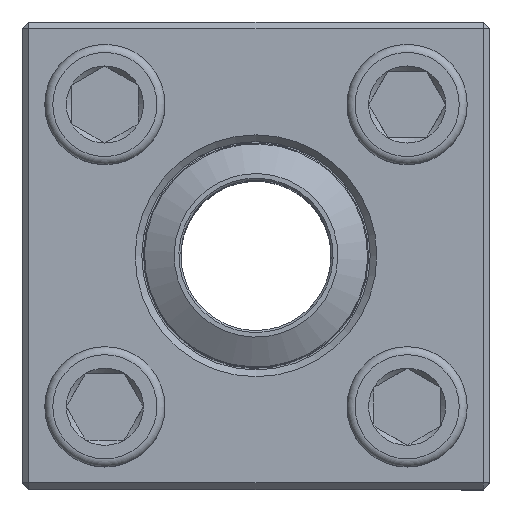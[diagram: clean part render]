
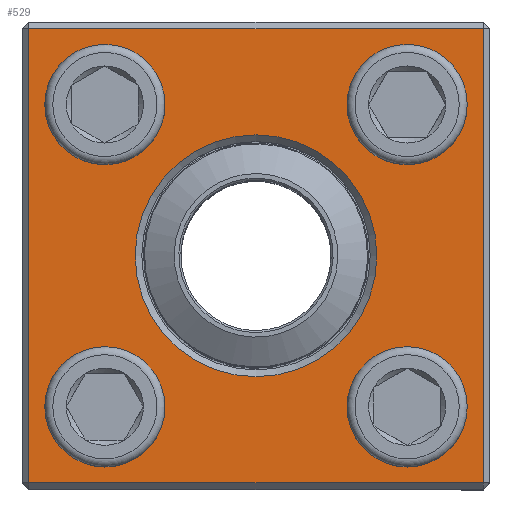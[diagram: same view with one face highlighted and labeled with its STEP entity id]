
A CAD part, top view. The second image highlights one B-rep face of the part: STEP entity #529.
In plain terms, the highlighted planar face has unit normal (0, 0, 1).
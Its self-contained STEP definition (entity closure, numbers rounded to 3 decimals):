
#307=FACE_BOUND('',#758,.T.);
#308=FACE_BOUND('',#759,.T.);
#309=FACE_BOUND('',#760,.T.);
#310=FACE_BOUND('',#761,.T.);
#311=FACE_BOUND('',#762,.T.);
#312=FACE_BOUND('',#763,.T.);
#442=CIRCLE('',#1744,18.1);
#443=CIRCLE('',#1745,7.);
#444=CIRCLE('',#1746,7.);
#445=CIRCLE('',#1747,7.);
#446=CIRCLE('',#1748,7.);
#529=ADVANCED_FACE('',(#307,#308,#309,#310,#311,#312),#649,.F.);
#649=PLANE('',#1749);
#758=EDGE_LOOP('',(#960));
#759=EDGE_LOOP('',(#961,#962,#963,#964));
#760=EDGE_LOOP('',(#965));
#761=EDGE_LOOP('',(#966));
#762=EDGE_LOOP('',(#967));
#763=EDGE_LOOP('',(#968));
#960=ORIENTED_EDGE('',*,*,#1444,.T.);
#961=ORIENTED_EDGE('',*,*,#1445,.T.);
#962=ORIENTED_EDGE('',*,*,#1446,.T.);
#963=ORIENTED_EDGE('',*,*,#1447,.T.);
#964=ORIENTED_EDGE('',*,*,#1448,.T.);
#965=ORIENTED_EDGE('',*,*,#1449,.T.);
#966=ORIENTED_EDGE('',*,*,#1450,.T.);
#967=ORIENTED_EDGE('',*,*,#1451,.T.);
#968=ORIENTED_EDGE('',*,*,#1452,.T.);
#1318=VERTEX_POINT('',#2494);
#1319=VERTEX_POINT('',#2496);
#1320=VERTEX_POINT('',#2497);
#1321=VERTEX_POINT('',#2499);
#1322=VERTEX_POINT('',#2501);
#1323=VERTEX_POINT('',#2504);
#1324=VERTEX_POINT('',#2506);
#1325=VERTEX_POINT('',#2508);
#1326=VERTEX_POINT('',#2510);
#1444=EDGE_CURVE('',#1318,#1318,#442,.T.);
#1445=EDGE_CURVE('',#1319,#1320,#1623,.T.);
#1446=EDGE_CURVE('',#1320,#1321,#1624,.T.);
#1447=EDGE_CURVE('',#1321,#1322,#1625,.T.);
#1448=EDGE_CURVE('',#1322,#1319,#1626,.T.);
#1449=EDGE_CURVE('',#1323,#1323,#443,.T.);
#1450=EDGE_CURVE('',#1324,#1324,#444,.T.);
#1451=EDGE_CURVE('',#1325,#1325,#445,.T.);
#1452=EDGE_CURVE('',#1326,#1326,#446,.T.);
#1623=LINE('',#2495,#1689);
#1624=LINE('',#2498,#1690);
#1625=LINE('',#2500,#1691);
#1626=LINE('',#2502,#1692);
#1689=VECTOR('',#1984,1.);
#1690=VECTOR('',#1985,1.);
#1691=VECTOR('',#1986,1.);
#1692=VECTOR('',#1987,1.);
#1744=AXIS2_PLACEMENT_3D('',#2493,#1982,#1983);
#1745=AXIS2_PLACEMENT_3D('',#2503,#1988,#1989);
#1746=AXIS2_PLACEMENT_3D('',#2505,#1990,#1991);
#1747=AXIS2_PLACEMENT_3D('',#2507,#1992,#1993);
#1748=AXIS2_PLACEMENT_3D('',#2509,#1994,#1995);
#1749=AXIS2_PLACEMENT_3D('',#2511,#1996,#1997);
#1982=DIRECTION('',(0.,0.,-1.));
#1983=DIRECTION('',(-1.,0.,0.));
#1984=DIRECTION('',(-1.,0.,0.));
#1985=DIRECTION('',(0.,-1.,0.));
#1986=DIRECTION('',(1.,0.,0.));
#1987=DIRECTION('',(0.,1.,0.));
#1988=DIRECTION('',(0.,0.,-1.));
#1989=DIRECTION('',(-1.,0.,0.));
#1990=DIRECTION('',(0.,0.,-1.));
#1991=DIRECTION('',(-1.,0.,0.));
#1992=DIRECTION('',(0.,0.,-1.));
#1993=DIRECTION('',(-1.,0.,0.));
#1994=DIRECTION('',(0.,0.,-1.));
#1995=DIRECTION('',(-1.,0.,0.));
#1996=DIRECTION('',(0.,0.,-1.));
#1997=DIRECTION('',(-1.,0.,0.));
#2493=CARTESIAN_POINT('',(0.,0.,19.));
#2494=CARTESIAN_POINT('',(-18.1,0.,19.));
#2495=CARTESIAN_POINT('',(-35.,34.,19.));
#2496=CARTESIAN_POINT('',(34.,34.,19.));
#2497=CARTESIAN_POINT('',(-34.,34.,19.));
#2498=CARTESIAN_POINT('',(-34.,-35.,19.));
#2499=CARTESIAN_POINT('',(-34.,-34.,19.));
#2500=CARTESIAN_POINT('',(35.,-34.,19.));
#2501=CARTESIAN_POINT('',(34.,-34.,19.));
#2502=CARTESIAN_POINT('',(34.,35.,19.));
#2503=CARTESIAN_POINT('',(-22.627,-22.627,19.));
#2504=CARTESIAN_POINT('',(-29.627,-22.627,19.));
#2505=CARTESIAN_POINT('',(-22.627,22.627,19.));
#2506=CARTESIAN_POINT('',(-29.627,22.627,19.));
#2507=CARTESIAN_POINT('',(22.627,22.627,19.));
#2508=CARTESIAN_POINT('',(15.627,22.627,19.));
#2509=CARTESIAN_POINT('',(22.627,-22.627,19.));
#2510=CARTESIAN_POINT('',(15.627,-22.627,19.));
#2511=CARTESIAN_POINT('',(0.,0.,19.));
